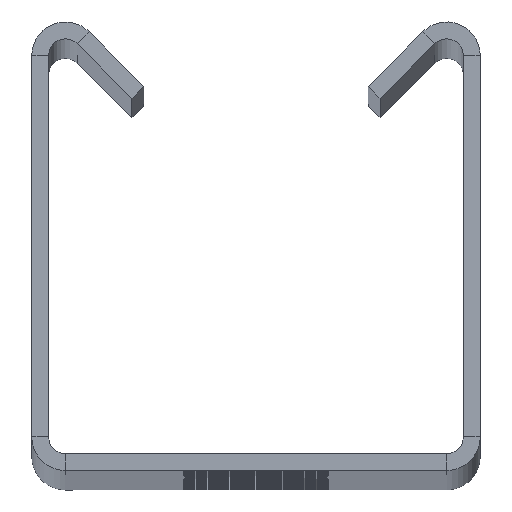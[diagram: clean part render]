
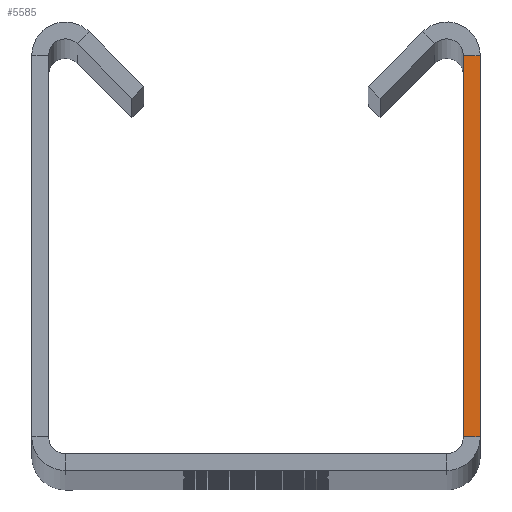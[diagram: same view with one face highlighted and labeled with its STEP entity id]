
A CAD part, top view. The second image highlights one B-rep face of the part: STEP entity #5585.
In plain terms, the highlighted planar face has unit normal (0, 0, 1).
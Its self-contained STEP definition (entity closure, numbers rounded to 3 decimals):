
#264=PLANE('',#6130);
#537=FACE_OUTER_BOUND('',#835,.T.);
#835=EDGE_LOOP('',(#4701,#4702,#4703,#4704));
#1451=LINE('',#9243,#1991);
#1457=LINE('',#9255,#1997);
#1464=LINE('',#9275,#2004);
#1466=LINE('',#9280,#2006);
#1991=VECTOR('',#7631,10.);
#1997=VECTOR('',#7641,10.);
#2004=VECTOR('',#7666,10.);
#2006=VECTOR('',#7672,10.);
#2782=VERTEX_POINT('',#9228);
#2786=VERTEX_POINT('',#9241);
#2790=VERTEX_POINT('',#9253);
#2792=VERTEX_POINT('',#9266);
#3550=EDGE_CURVE('',#2786,#2782,#1451,.T.);
#3556=EDGE_CURVE('',#2786,#2790,#1457,.T.);
#3566=EDGE_CURVE('',#2790,#2792,#1464,.T.);
#3569=EDGE_CURVE('',#2792,#2782,#1466,.T.);
#4701=ORIENTED_EDGE('',*,*,#3550,.F.);
#4702=ORIENTED_EDGE('',*,*,#3556,.T.);
#4703=ORIENTED_EDGE('',*,*,#3566,.T.);
#4704=ORIENTED_EDGE('',*,*,#3569,.T.);
#5585=ADVANCED_FACE('',(#537),#264,.T.);
#6130=AXIS2_PLACEMENT_3D('',#9279,#7670,#7671);
#7631=DIRECTION('',(1.,0.,0.));
#7641=DIRECTION('',(0.,-1.,0.));
#7666=DIRECTION('',(1.,0.,0.));
#7670=DIRECTION('center_axis',(0.,0.,1.));
#7671=DIRECTION('ref_axis',(0.707,-0.707,0.));
#7672=DIRECTION('',(0.,1.,0.));
#9228=CARTESIAN_POINT('',(0.,37.,1000.));
#9241=CARTESIAN_POINT('',(-1.5,37.,1000.));
#9243=CARTESIAN_POINT('',(-0.42,37.,1000.));
#9253=CARTESIAN_POINT('',(-1.5,3.,1000.));
#9255=CARTESIAN_POINT('',(-1.5,-83.775,1000.));
#9266=CARTESIAN_POINT('',(0.,3.,1000.));
#9275=CARTESIAN_POINT('',(-0.42,3.,1000.));
#9279=CARTESIAN_POINT('Origin',(0.,-76.875,1000.));
#9280=CARTESIAN_POINT('',(0.,-83.775,1000.));
